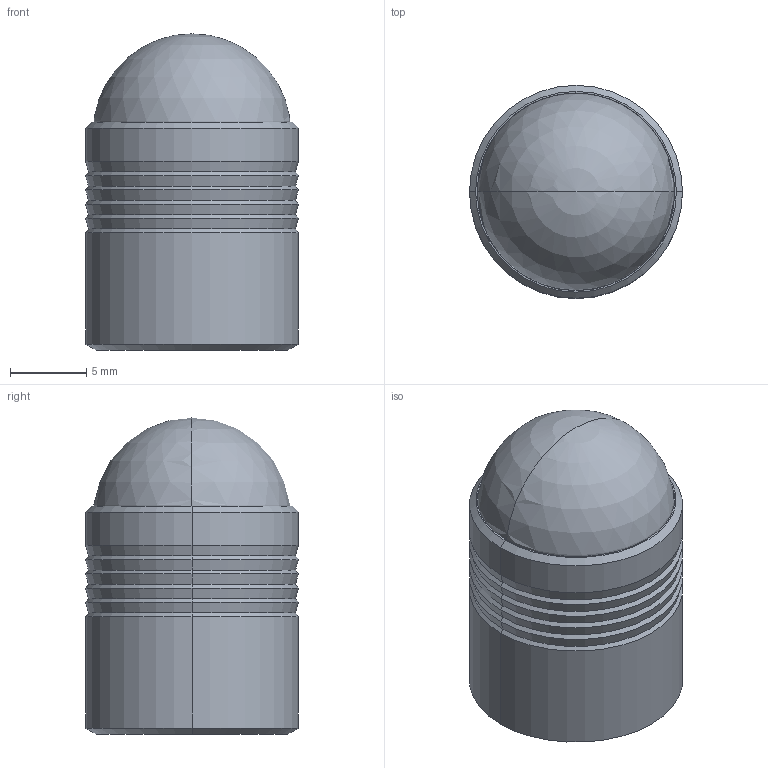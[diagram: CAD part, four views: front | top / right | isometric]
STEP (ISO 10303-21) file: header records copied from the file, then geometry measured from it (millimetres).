
FILE_DESCRIPTION(('STEP AP214'),'1');
FILE_NAME(' ',' ',('TraceParts'),('TraceParts S.A.'),'XStep 1.0',' ',' ');
FILE_SCHEMA(('automotive_design'));
Length unit declared in the file: millimetre
Products named in the file (2): 1; 2
Bounding box: 14 x 14 x 20.8 mm (x, y, z)
Volume: 1823.8 mm3; surface area: 1957.5 mm2
Topology: 2 solids, 2 shells, 36 faces, 74 edges, 37 vertices
Faces by surface type: cone 26, cylinder 6, sphere 2, plane 2
Entity records: 1748 total; most frequent: DIRECTION 180, STYLED_ITEM 143, PRESENTATION_STYLE_ASSIGNMENT 143, CARTESIAN_POINT 143, COLOUR_RGB 143, ORIENTED_EDGE 136, AXIS2_PLACEMENT_3D 74, EDGE_CURVE 68
